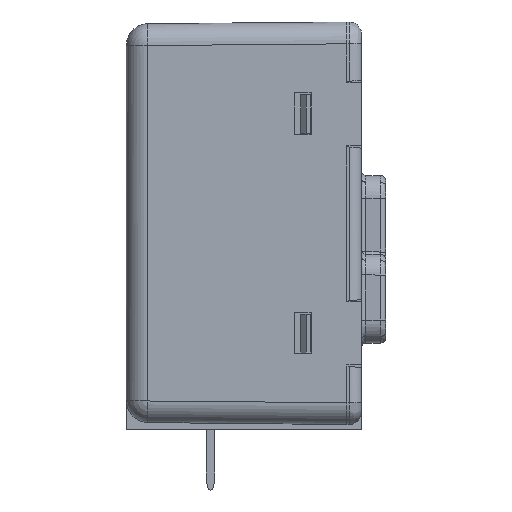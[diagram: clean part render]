
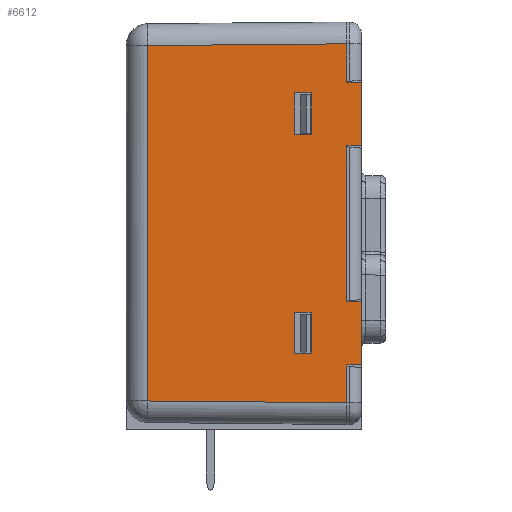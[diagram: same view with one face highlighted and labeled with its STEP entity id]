
A CAD part, left-side view. The second image highlights one B-rep face of the part: STEP entity #6612.
In plain terms, the highlighted planar face has unit normal (-1, 0.009, 0).
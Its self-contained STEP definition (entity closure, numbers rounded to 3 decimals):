
#244=FACE_BOUND($,#677,.T.);
#245=FACE_BOUND($,#678,.T.);
#287=FACE_OUTER_BOUND($,#676,.T.);
#676=EDGE_LOOP($,(#4478,#4479,#4480,#4481,#4482,#4483,#4484,#4485,#4486,
#4487,#4488,#4489,#4490,#4491,#4492,#4493));
#677=EDGE_LOOP($,(#4494,#4495,#4496,#4497));
#678=EDGE_LOOP($,(#4498,#4499,#4500,#4501));
#1277=LINE($,#10400,#2004);
#1283=LINE($,#10414,#2010);
#1291=LINE($,#10432,#2018);
#1292=LINE($,#10434,#2019);
#1293=LINE($,#10436,#2020);
#1294=LINE($,#10438,#2021);
#1295=LINE($,#10440,#2022);
#1296=LINE($,#10442,#2023);
#1297=LINE($,#10444,#2024);
#1298=LINE($,#10446,#2025);
#1299=LINE($,#10448,#2026);
#1300=LINE($,#10450,#2027);
#1301=LINE($,#10452,#2028);
#1302=LINE($,#10454,#2029);
#1303=LINE($,#10456,#2030);
#1304=LINE($,#10458,#2031);
#1305=LINE($,#10460,#2032);
#1306=LINE($,#10461,#2033);
#1307=LINE($,#10464,#2034);
#1308=LINE($,#10466,#2035);
#1309=LINE($,#10468,#2036);
#1310=LINE($,#10469,#2037);
#1311=LINE($,#10470,#2038);
#1312=LINE($,#10471,#2039);
#2004=VECTOR($,#7743,3.4);
#2010=VECTOR($,#7753,3.4);
#2018=VECTOR($,#7765,16.417);
#2019=VECTOR($,#7766,29.314);
#2020=VECTOR($,#7767,16.417);
#2021=VECTOR($,#7768,3.);
#2022=VECTOR($,#7769,0.15);
#2023=VECTOR($,#7770,1.18);
#2024=VECTOR($,#7771,5.2);
#2025=VECTOR($,#7772,1.18);
#2026=VECTOR($,#7773,0.05);
#2027=VECTOR($,#7774,12.7);
#2028=VECTOR($,#7775,0.15);
#2029=VECTOR($,#7776,1.18);
#2030=VECTOR($,#7777,5.2);
#2031=VECTOR($,#7778,1.18);
#2032=VECTOR($,#7779,0.05);
#2033=VECTOR($,#7780,3.1);
#2034=VECTOR($,#7781,1.4);
#2035=VECTOR($,#7782,3.4);
#2036=VECTOR($,#7783,1.4);
#2037=VECTOR($,#7784,3.4);
#2038=VECTOR($,#7785,1.4);
#2039=VECTOR($,#7786,1.4);
#2814=VERTEX_POINT($,#10394);
#2816=VERTEX_POINT($,#10398);
#2821=VERTEX_POINT($,#10411);
#2822=VERTEX_POINT($,#10413);
#2829=VERTEX_POINT($,#10430);
#2830=VERTEX_POINT($,#10431);
#2831=VERTEX_POINT($,#10433);
#2832=VERTEX_POINT($,#10435);
#2833=VERTEX_POINT($,#10437);
#2834=VERTEX_POINT($,#10439);
#2835=VERTEX_POINT($,#10441);
#2836=VERTEX_POINT($,#10443);
#2837=VERTEX_POINT($,#10445);
#2838=VERTEX_POINT($,#10447);
#2839=VERTEX_POINT($,#10449);
#2840=VERTEX_POINT($,#10451);
#2841=VERTEX_POINT($,#10453);
#2842=VERTEX_POINT($,#10455);
#2843=VERTEX_POINT($,#10457);
#2844=VERTEX_POINT($,#10459);
#2845=VERTEX_POINT($,#10462);
#2846=VERTEX_POINT($,#10463);
#2847=VERTEX_POINT($,#10465);
#2848=VERTEX_POINT($,#10467);
#3456=EDGE_CURVE($,#2814,#2816,#1277,.T.);
#3462=EDGE_CURVE($,#2822,#2821,#1283,.T.);
#3470=EDGE_CURVE($,#2829,#2830,#1291,.T.);
#3471=EDGE_CURVE($,#2831,#2829,#1292,.T.);
#3472=EDGE_CURVE($,#2831,#2832,#1293,.T.);
#3473=EDGE_CURVE($,#2832,#2833,#1294,.T.);
#3474=EDGE_CURVE($,#2834,#2833,#1295,.T.);
#3475=EDGE_CURVE($,#2835,#2834,#1296,.T.);
#3476=EDGE_CURVE($,#2836,#2835,#1297,.T.);
#3477=EDGE_CURVE($,#2837,#2836,#1298,.T.);
#3478=EDGE_CURVE($,#2838,#2837,#1299,.T.);
#3479=EDGE_CURVE($,#2838,#2839,#1300,.T.);
#3480=EDGE_CURVE($,#2840,#2839,#1301,.T.);
#3481=EDGE_CURVE($,#2841,#2840,#1302,.T.);
#3482=EDGE_CURVE($,#2842,#2841,#1303,.T.);
#3483=EDGE_CURVE($,#2843,#2842,#1304,.T.);
#3484=EDGE_CURVE($,#2844,#2843,#1305,.T.);
#3485=EDGE_CURVE($,#2844,#2830,#1306,.T.);
#3486=EDGE_CURVE($,#2845,#2846,#1307,.T.);
#3487=EDGE_CURVE($,#2846,#2847,#1308,.T.);
#3488=EDGE_CURVE($,#2847,#2848,#1309,.T.);
#3489=EDGE_CURVE($,#2848,#2845,#1310,.T.);
#3490=EDGE_CURVE($,#2816,#2822,#1311,.T.);
#3491=EDGE_CURVE($,#2821,#2814,#1312,.T.);
#4478=ORIENTED_EDGE($,*,*,#3470,.F.);
#4479=ORIENTED_EDGE($,*,*,#3471,.F.);
#4480=ORIENTED_EDGE($,*,*,#3472,.T.);
#4481=ORIENTED_EDGE($,*,*,#3473,.T.);
#4482=ORIENTED_EDGE($,*,*,#3474,.F.);
#4483=ORIENTED_EDGE($,*,*,#3475,.F.);
#4484=ORIENTED_EDGE($,*,*,#3476,.F.);
#4485=ORIENTED_EDGE($,*,*,#3477,.F.);
#4486=ORIENTED_EDGE($,*,*,#3478,.F.);
#4487=ORIENTED_EDGE($,*,*,#3479,.T.);
#4488=ORIENTED_EDGE($,*,*,#3480,.F.);
#4489=ORIENTED_EDGE($,*,*,#3481,.F.);
#4490=ORIENTED_EDGE($,*,*,#3482,.F.);
#4491=ORIENTED_EDGE($,*,*,#3483,.F.);
#4492=ORIENTED_EDGE($,*,*,#3484,.F.);
#4493=ORIENTED_EDGE($,*,*,#3485,.T.);
#4494=ORIENTED_EDGE($,*,*,#3486,.T.);
#4495=ORIENTED_EDGE($,*,*,#3487,.T.);
#4496=ORIENTED_EDGE($,*,*,#3488,.T.);
#4497=ORIENTED_EDGE($,*,*,#3489,.T.);
#4498=ORIENTED_EDGE($,*,*,#3456,.T.);
#4499=ORIENTED_EDGE($,*,*,#3490,.T.);
#4500=ORIENTED_EDGE($,*,*,#3462,.T.);
#4501=ORIENTED_EDGE($,*,*,#3491,.T.);
#6344=PLANE($,#7061);
#6612=ADVANCED_FACE($,(#287,#244,#245),#6344,.T.);
#7061=AXIS2_PLACEMENT_3D($,#10429,#7763,#7764);
#7743=DIRECTION($,(0.,0.,-1.));
#7753=DIRECTION($,(0.,0.,1.));
#7763=DIRECTION('center_axis',(-1.,0.009,0.));
#7764=DIRECTION('ref_axis',(0.,0.,1.));
#7765=DIRECTION($,(-0.009,-1.,0.009));
#7766=DIRECTION($,(0.,0.,1.));
#7767=DIRECTION($,(-0.009,-1.,-0.009));
#7768=DIRECTION($,(0.,0.,1.));
#7769=DIRECTION($,(0.,0.,-1.));
#7770=DIRECTION($,(0.009,1.,0.));
#7771=DIRECTION($,(0.,0.,-1.));
#7772=DIRECTION($,(-0.009,-1.,0.));
#7773=DIRECTION($,(0.,0.,-1.));
#7774=DIRECTION($,(0.,0.,1.));
#7775=DIRECTION($,(0.,0.,-1.));
#7776=DIRECTION($,(0.009,1.,0.));
#7777=DIRECTION($,(0.,0.,-1.));
#7778=DIRECTION($,(-0.009,-1.,0.));
#7779=DIRECTION($,(0.,0.,-1.));
#7780=DIRECTION($,(0.,0.,1.));
#7781=DIRECTION($,(-0.009,-1.,0.));
#7782=DIRECTION($,(0.,0.,-1.));
#7783=DIRECTION($,(0.009,1.,0.));
#7784=DIRECTION($,(0.,0.,1.));
#7785=DIRECTION($,(0.009,1.,0.));
#7786=DIRECTION($,(-0.009,-1.,0.));
#10394=CARTESIAN_POINT('',(-24.174,-5.55,27.75));
#10398=CARTESIAN_POINT('',(-24.174,-5.55,24.35));
#10400=CARTESIAN_POINT($,(-24.174,-5.55,0.4));
#10411=CARTESIAN_POINT('',(-24.162,-4.15,27.75));
#10413=CARTESIAN_POINT('',(-24.162,-4.15,24.35));
#10414=CARTESIAN_POINT($,(-24.162,-4.15,0.4));
#10429=CARTESIAN_POINT('Origin',(-24.041,9.699,0.4));
#10430=CARTESIAN_POINT('',(-24.057,7.916,31.657));
#10431=CARTESIAN_POINT('',(-24.2,-8.5,31.8));
#10432=CARTESIAN_POINT($,(-24.041,9.716,31.641));
#10433=CARTESIAN_POINT('',(-24.057,7.916,2.343));
#10434=CARTESIAN_POINT($,(-24.057,7.916,0.4));
#10435=CARTESIAN_POINT('',(-24.2,-8.5,2.2));
#10436=CARTESIAN_POINT($,(-24.041,9.716,2.359));
#10437=CARTESIAN_POINT('',(-24.2,-8.5,5.2));
#10438=CARTESIAN_POINT($,(-24.2,-8.5,0.4));
#10439=CARTESIAN_POINT('',(-24.2,-8.5,5.35));
#10440=CARTESIAN_POINT($,(-24.2,-8.5,0.4));
#10441=CARTESIAN_POINT('',(-24.21,-9.68,5.35));
#10442=CARTESIAN_POINT($,(-24.041,9.7,5.35));
#10443=CARTESIAN_POINT('',(-24.21,-9.68,10.55));
#10444=CARTESIAN_POINT($,(-24.21,-9.68,0.4));
#10445=CARTESIAN_POINT('',(-24.2,-8.5,10.55));
#10446=CARTESIAN_POINT($,(-24.041,9.7,10.55));
#10447=CARTESIAN_POINT('',(-24.2,-8.5,10.6));
#10448=CARTESIAN_POINT($,(-24.2,-8.5,0.4));
#10449=CARTESIAN_POINT('',(-24.2,-8.5,23.3));
#10450=CARTESIAN_POINT($,(-24.2,-8.5,0.4));
#10451=CARTESIAN_POINT('',(-24.2,-8.5,23.45));
#10452=CARTESIAN_POINT($,(-24.2,-8.5,0.4));
#10453=CARTESIAN_POINT('',(-24.21,-9.68,23.45));
#10454=CARTESIAN_POINT($,(-24.041,9.7,23.45));
#10455=CARTESIAN_POINT('',(-24.21,-9.68,28.65));
#10456=CARTESIAN_POINT($,(-24.21,-9.68,0.4));
#10457=CARTESIAN_POINT('',(-24.2,-8.5,28.65));
#10458=CARTESIAN_POINT($,(-24.041,9.7,28.65));
#10459=CARTESIAN_POINT('',(-24.2,-8.5,28.7));
#10460=CARTESIAN_POINT($,(-24.2,-8.5,0.4));
#10461=CARTESIAN_POINT($,(-24.2,-8.5,0.4));
#10462=CARTESIAN_POINT('',(-24.162,-4.15,9.65));
#10463=CARTESIAN_POINT('',(-24.174,-5.55,9.65));
#10464=CARTESIAN_POINT($,(-24.041,9.7,9.65));
#10465=CARTESIAN_POINT('',(-24.174,-5.55,6.25));
#10466=CARTESIAN_POINT($,(-24.174,-5.55,0.4));
#10467=CARTESIAN_POINT('',(-24.162,-4.15,6.25));
#10468=CARTESIAN_POINT($,(-24.041,9.7,6.25));
#10469=CARTESIAN_POINT($,(-24.162,-4.15,0.4));
#10470=CARTESIAN_POINT($,(-24.041,9.7,24.35));
#10471=CARTESIAN_POINT($,(-24.041,9.7,27.75));
